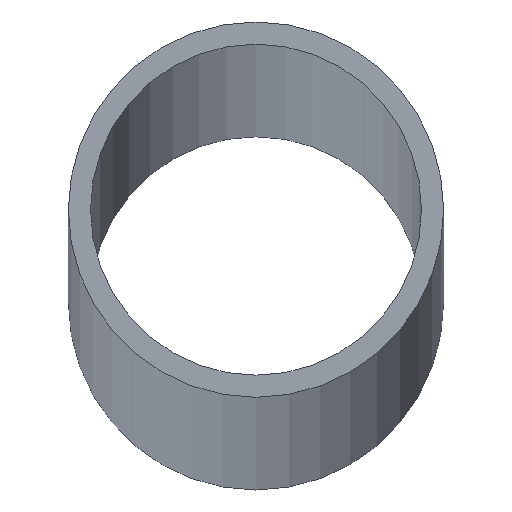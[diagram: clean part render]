
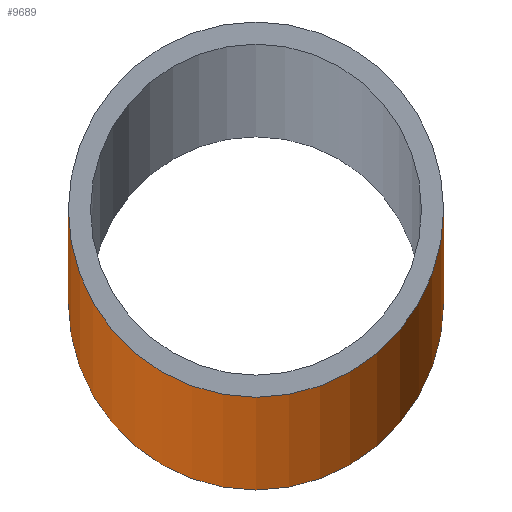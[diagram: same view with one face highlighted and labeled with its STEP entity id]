
A CAD part, top view. The second image highlights one B-rep face of the part: STEP entity #9689.
In plain terms, the highlighted cylindrical face has radius 21.2 mm (diameter 42.4 mm), a full revolution.
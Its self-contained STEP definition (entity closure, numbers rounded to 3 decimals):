
#498 = DIRECTION ( 'NONE',  ( 0., 0., 1. ) ) ;
#1253 = EDGE_LOOP ( 'NONE', ( #1591 ) ) ;
#1591 = ORIENTED_EDGE ( 'NONE', *, *, #7076, .F. ) ;
#1983 = CARTESIAN_POINT ( 'NONE',  ( 21.2, 0., -3000. ) ) ;
#2586 = CARTESIAN_POINT ( 'NONE',  ( 0., 0., 3000. ) ) ;
#2980 = CARTESIAN_POINT ( 'NONE',  ( 0., 0., -3000. ) ) ;
#3424 = DIRECTION ( 'NONE',  ( 0., 0., -1. ) ) ;
#3841 = DIRECTION ( 'NONE',  ( 1., 0., 0. ) ) ;
#4615 = CYLINDRICAL_SURFACE ( 'NONE', #5748, 21.2 ) ;
#5113 = CARTESIAN_POINT ( 'NONE',  ( 21.2, 0., 3000. ) ) ;
#5416 = ORIENTED_EDGE ( 'NONE', *, *, #7305, .T. ) ;
#5748 = AXIS2_PLACEMENT_3D ( 'NONE', #9572, #3424, #10554 ) ;
#7019 = AXIS2_PLACEMENT_3D ( 'NONE', #2980, #10025, #3841 ) ;
#7076 = EDGE_CURVE ( 'NONE', #12430, #12430, #12175, .T. ) ;
#7305 = EDGE_CURVE ( 'NONE', #7319, #7319, #10571, .T. ) ;
#7319 = VERTEX_POINT ( 'NONE', #1983 ) ;
#7515 = FACE_OUTER_BOUND ( 'NONE', #8133, .T. ) ;
#7723 = DIRECTION ( 'NONE',  ( 1., 0., 0. ) ) ;
#8133 = EDGE_LOOP ( 'NONE', ( #5416 ) ) ;
#9572 = CARTESIAN_POINT ( 'NONE',  ( 0., 0., 3000. ) ) ;
#9689 = ADVANCED_FACE ( 'NONE', ( #10222, #7515 ), #4615, .T. ) ;
#10025 = DIRECTION ( 'NONE',  ( 0., 0., 1. ) ) ;
#10222 = FACE_OUTER_BOUND ( 'NONE', #1253, .T. ) ;
#10554 = DIRECTION ( 'NONE',  ( -1., 0., 0. ) ) ;
#10571 = CIRCLE ( 'NONE', #7019, 21.2 ) ;
#12175 = CIRCLE ( 'NONE', #12326, 21.2 ) ;
#12326 = AXIS2_PLACEMENT_3D ( 'NONE', #2586, #498, #7723 ) ;
#12430 = VERTEX_POINT ( 'NONE', #5113 ) ;
